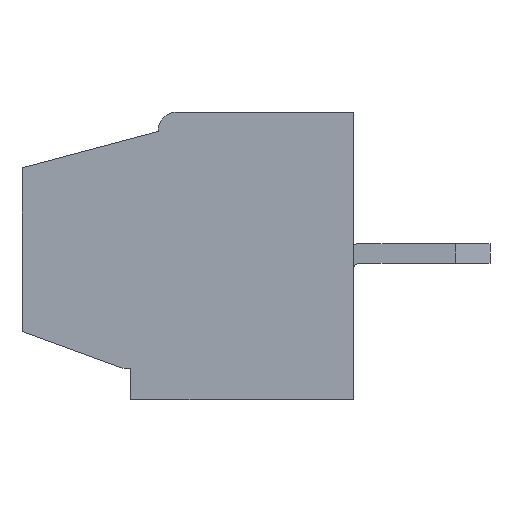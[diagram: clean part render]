
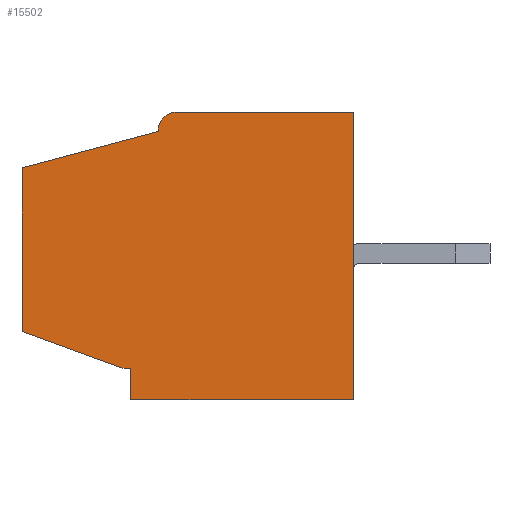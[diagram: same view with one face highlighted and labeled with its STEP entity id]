
A CAD part, left-side view. The second image highlights one B-rep face of the part: STEP entity #15502.
In plain terms, the highlighted planar face has unit normal (-1, 0, 0).
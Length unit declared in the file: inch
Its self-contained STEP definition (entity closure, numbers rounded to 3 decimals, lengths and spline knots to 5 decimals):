
#25 = VECTOR ( 'NONE', #11862, 39.37008 ) ;
#195 = VERTEX_POINT ( 'NONE', #13300 ) ;
#216 = CARTESIAN_POINT ( 'NONE',  ( -0.414, 0.178, 0.1235 ) ) ;
#310 = AXIS2_PLACEMENT_3D ( 'NONE', #216, #12065, #4722 ) ;
#434 = ORIENTED_EDGE ( 'NONE', *, *, #14612, .T. ) ;
#627 = ORIENTED_EDGE ( 'NONE', *, *, #4465, .T. ) ;
#641 = LINE ( 'NONE', #6132, #25 ) ;
#764 = EDGE_LOOP ( 'NONE', ( #8177, #5642, #627, #10476, #7953, #434, #18355, #19037, #14257 ) ) ;
#938 = VECTOR ( 'NONE', #2748, 39.37008 ) ;
#1090 = CARTESIAN_POINT ( 'NONE',  ( -0.414, 0.233, -0.116 ) ) ;
#1343 = LINE ( 'NONE', #17914, #14048 ) ;
#1735 = CARTESIAN_POINT ( 'NONE',  ( -0.414, 0.225, -0.116 ) ) ;
#1824 = DIRECTION ( 'NONE',  ( 0., 0., -1. ) ) ;
#2190 = CIRCLE ( 'NONE', #10882, 0.0195 ) ;
#2325 = LINE ( 'NONE', #15211, #14286 ) ;
#2573 = CARTESIAN_POINT ( 'NONE',  ( -0.414, 0.335, 0.08666 ) ) ;
#2748 = DIRECTION ( 'NONE',  ( 0., 0.966, -0.259 ) ) ;
#2859 = LINE ( 'NONE', #2573, #938 ) ;
#3052 = EDGE_CURVE ( 'NONE', #19102, #17509, #2325, .T. ) ;
#3105 = DIRECTION ( 'NONE',  ( -1., 0., 0. ) ) ;
#3696 = EDGE_CURVE ( 'NONE', #17509, #5592, #4802, .T. ) ;
#4465 = EDGE_CURVE ( 'NONE', #16117, #9349, #2190, .T. ) ;
#4598 = DIRECTION ( 'NONE',  ( 0., -1., 0. ) ) ;
#4722 = DIRECTION ( 'NONE',  ( 0., 0., -1. ) ) ;
#4802 = LINE ( 'NONE', #13701, #6288 ) ;
#5592 = VERTEX_POINT ( 'NONE', #10772 ) ;
#5642 = ORIENTED_EDGE ( 'NONE', *, *, #19158, .T. ) ;
#5727 = VERTEX_POINT ( 'NONE', #15215 ) ;
#5747 = CARTESIAN_POINT ( 'NONE',  ( -0.414, 0.225, -0.148 ) ) ;
#6115 = DIRECTION ( 'NONE',  ( 0., -1., 0. ) ) ;
#6132 = CARTESIAN_POINT ( 'NONE',  ( -0.414, 0.335, -0.07888 ) ) ;
#6264 = FACE_OUTER_BOUND ( 'NONE', #764, .T. ) ;
#6288 = VECTOR ( 'NONE', #4598, 39.37008 ) ;
#6313 = LINE ( 'NONE', #9498, #19005 ) ;
#6691 = VERTEX_POINT ( 'NONE', #9446 ) ;
#6884 = EDGE_CURVE ( 'NONE', #5727, #17770, #641, .T. ) ;
#7638 = PLANE ( 'NONE',  #310 ) ;
#7953 = ORIENTED_EDGE ( 'NONE', *, *, #6884, .T. ) ;
#8177 = ORIENTED_EDGE ( 'NONE', *, *, #17659, .T. ) ;
#8731 = VECTOR ( 'NONE', #18686, 39.37008 ) ;
#9349 = VERTEX_POINT ( 'NONE', #12425 ) ;
#9446 = CARTESIAN_POINT ( 'NONE',  ( -0.414, 0., 0.143 ) ) ;
#9498 = CARTESIAN_POINT ( 'NONE',  ( -0.414, 0.178, 0.143 ) ) ;
#10476 = ORIENTED_EDGE ( 'NONE', *, *, #11358, .T. ) ;
#10770 = CARTESIAN_POINT ( 'NONE',  ( -0.414, 0.178, 0.1235 ) ) ;
#10772 = CARTESIAN_POINT ( 'NONE',  ( -0.414, 0., -0.148 ) ) ;
#10882 = AXIS2_PLACEMENT_3D ( 'NONE', #10770, #3105, #1824 ) ;
#11047 = CARTESIAN_POINT ( 'NONE',  ( -0.414, 0., 0.143 ) ) ;
#11358 = EDGE_CURVE ( 'NONE', #9349, #5727, #2859, .T. ) ;
#11862 = DIRECTION ( 'NONE',  ( 0., 0., -1. ) ) ;
#12065 = DIRECTION ( 'NONE',  ( 1., 0., 0. ) ) ;
#12313 = DIRECTION ( 'NONE',  ( 0., 0., -1. ) ) ;
#12425 = CARTESIAN_POINT ( 'NONE',  ( -0.414, 0.1975, 0.1235 ) ) ;
#12784 = LINE ( 'NONE', #11047, #8731 ) ;
#13300 = CARTESIAN_POINT ( 'NONE',  ( -0.414, 0.233, -0.116 ) ) ;
#13304 = DIRECTION ( 'NONE',  ( 0., -0.94, -0.342 ) ) ;
#13701 = CARTESIAN_POINT ( 'NONE',  ( -0.414, 0., -0.148 ) ) ;
#13950 = CARTESIAN_POINT ( 'NONE',  ( -0.414, 0.178, 0.143 ) ) ;
#14048 = VECTOR ( 'NONE', #6115, 39.37008 ) ;
#14257 = ORIENTED_EDGE ( 'NONE', *, *, #3696, .T. ) ;
#14286 = VECTOR ( 'NONE', #12313, 39.37008 ) ;
#14379 = LINE ( 'NONE', #1090, #16736 ) ;
#14612 = EDGE_CURVE ( 'NONE', #17770, #195, #14379, .T. ) ;
#15201 = DIRECTION ( 'NONE',  ( 0., 1., 0. ) ) ;
#15211 = CARTESIAN_POINT ( 'NONE',  ( -0.414, 0.225, -0.148 ) ) ;
#15215 = CARTESIAN_POINT ( 'NONE',  ( -0.414, 0.335, 0.08666 ) ) ;
#15502 = ADVANCED_FACE ( 'NONE', ( #6264 ), #7638, .F. ) ;
#15966 = CARTESIAN_POINT ( 'NONE',  ( -0.414, 0.335, -0.07888 ) ) ;
#16117 = VERTEX_POINT ( 'NONE', #13950 ) ;
#16736 = VECTOR ( 'NONE', #13304, 39.37008 ) ;
#17509 = VERTEX_POINT ( 'NONE', #5747 ) ;
#17659 = EDGE_CURVE ( 'NONE', #5592, #6691, #12784, .T. ) ;
#17770 = VERTEX_POINT ( 'NONE', #15966 ) ;
#17914 = CARTESIAN_POINT ( 'NONE',  ( -0.414, 0.225, -0.116 ) ) ;
#18355 = ORIENTED_EDGE ( 'NONE', *, *, #19032, .T. ) ;
#18686 = DIRECTION ( 'NONE',  ( 0., 0., 1. ) ) ;
#19005 = VECTOR ( 'NONE', #15201, 39.37008 ) ;
#19032 = EDGE_CURVE ( 'NONE', #195, #19102, #1343, .T. ) ;
#19037 = ORIENTED_EDGE ( 'NONE', *, *, #3052, .T. ) ;
#19102 = VERTEX_POINT ( 'NONE', #1735 ) ;
#19158 = EDGE_CURVE ( 'NONE', #6691, #16117, #6313, .T. ) ;
